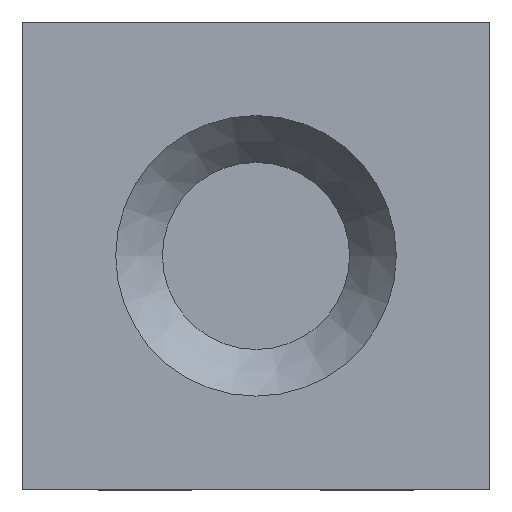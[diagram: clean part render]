
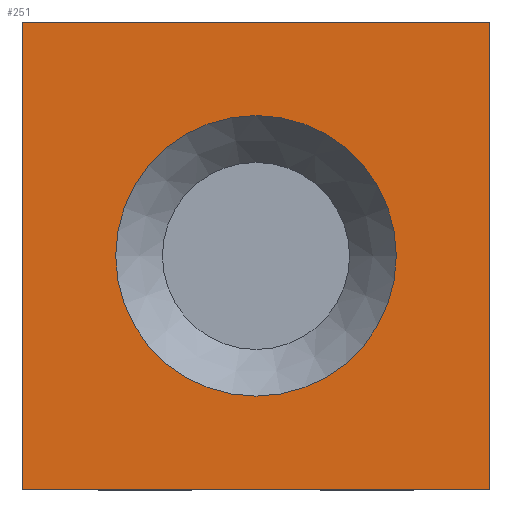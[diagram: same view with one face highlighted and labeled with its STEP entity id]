
A CAD part, top view. The second image highlights one B-rep face of the part: STEP entity #251.
In plain terms, the highlighted planar face has unit normal (0, 0, 1).
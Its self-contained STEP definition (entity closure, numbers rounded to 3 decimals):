
#62 = VERTEX_POINT('',#63);
#63 = CARTESIAN_POINT('',(0.,0.,0.78));
#70 = PLANE('',#71);
#71 = AXIS2_PLACEMENT_3D('',#72,#73,#74);
#72 = CARTESIAN_POINT('',(0.,0.,0.));
#73 = DIRECTION('',(1.,0.,0.));
#74 = DIRECTION('',(0.,0.,1.));
#82 = PLANE('',#83);
#83 = AXIS2_PLACEMENT_3D('',#84,#85,#86);
#84 = CARTESIAN_POINT('',(0.,0.,0.));
#85 = DIRECTION('',(0.,1.,0.));
#86 = DIRECTION('',(0.,0.,1.));
#123 = VERTEX_POINT('',#124);
#124 = CARTESIAN_POINT('',(0.,2.,0.78));
#138 = PLANE('',#139);
#139 = AXIS2_PLACEMENT_3D('',#140,#141,#142);
#140 = CARTESIAN_POINT('',(0.,2.,0.));
#141 = DIRECTION('',(0.,1.,0.));
#142 = DIRECTION('',(0.,0.,1.));
#150 = EDGE_CURVE('',#62,#123,#151,.T.);
#151 = SURFACE_CURVE('',#152,(#156,#163),.PCURVE_S1.);
#152 = LINE('',#153,#154);
#153 = CARTESIAN_POINT('',(0.,0.,0.78));
#154 = VECTOR('',#155,1.);
#155 = DIRECTION('',(0.,1.,0.));
#156 = PCURVE('',#70,#157);
#157 = DEFINITIONAL_REPRESENTATION('',(#158),#162);
#158 = LINE('',#159,#160);
#159 = CARTESIAN_POINT('',(0.78,0.));
#160 = VECTOR('',#161,1.);
#161 = DIRECTION('',(0.,-1.));
#162 = ( GEOMETRIC_REPRESENTATION_CONTEXT(2) 
PARAMETRIC_REPRESENTATION_CONTEXT() REPRESENTATION_CONTEXT('2D SPACE',''
  ) );
#163 = PCURVE('',#164,#169);
#164 = PLANE('',#165);
#165 = AXIS2_PLACEMENT_3D('',#166,#167,#168);
#166 = CARTESIAN_POINT('',(0.,0.,0.78));
#167 = DIRECTION('',(0.,0.,1.));
#168 = DIRECTION('',(1.,0.,0.));
#169 = DEFINITIONAL_REPRESENTATION('',(#170),#174);
#170 = LINE('',#171,#172);
#171 = CARTESIAN_POINT('',(0.,0.));
#172 = VECTOR('',#173,1.);
#173 = DIRECTION('',(0.,1.));
#174 = ( GEOMETRIC_REPRESENTATION_CONTEXT(2) 
PARAMETRIC_REPRESENTATION_CONTEXT() REPRESENTATION_CONTEXT('2D SPACE',''
  ) );
#203 = EDGE_CURVE('',#62,#204,#206,.T.);
#204 = VERTEX_POINT('',#205);
#205 = CARTESIAN_POINT('',(2.,0.,0.78));
#206 = SURFACE_CURVE('',#207,(#211,#218),.PCURVE_S1.);
#207 = LINE('',#208,#209);
#208 = CARTESIAN_POINT('',(0.,0.,0.78));
#209 = VECTOR('',#210,1.);
#210 = DIRECTION('',(1.,0.,0.));
#211 = PCURVE('',#82,#212);
#212 = DEFINITIONAL_REPRESENTATION('',(#213),#217);
#213 = LINE('',#214,#215);
#214 = CARTESIAN_POINT('',(0.78,0.));
#215 = VECTOR('',#216,1.);
#216 = DIRECTION('',(0.,1.));
#217 = ( GEOMETRIC_REPRESENTATION_CONTEXT(2) 
PARAMETRIC_REPRESENTATION_CONTEXT() REPRESENTATION_CONTEXT('2D SPACE',''
  ) );
#218 = PCURVE('',#164,#219);
#219 = DEFINITIONAL_REPRESENTATION('',(#220),#224);
#220 = LINE('',#221,#222);
#221 = CARTESIAN_POINT('',(0.,0.));
#222 = VECTOR('',#223,1.);
#223 = DIRECTION('',(1.,0.));
#224 = ( GEOMETRIC_REPRESENTATION_CONTEXT(2) 
PARAMETRIC_REPRESENTATION_CONTEXT() REPRESENTATION_CONTEXT('2D SPACE',''
  ) );
#240 = PLANE('',#241);
#241 = AXIS2_PLACEMENT_3D('',#242,#243,#244);
#242 = CARTESIAN_POINT('',(2.,0.,0.));
#243 = DIRECTION('',(1.,0.,0.));
#244 = DIRECTION('',(0.,0.,1.));
#251 = ADVANCED_FACE('',(#252,#300),#164,.T.);
#252 = FACE_BOUND('',#253,.T.);
#253 = EDGE_LOOP('',(#254,#255,#256,#279));
#254 = ORIENTED_EDGE('',*,*,#150,.F.);
#255 = ORIENTED_EDGE('',*,*,#203,.T.);
#256 = ORIENTED_EDGE('',*,*,#257,.T.);
#257 = EDGE_CURVE('',#204,#258,#260,.T.);
#258 = VERTEX_POINT('',#259);
#259 = CARTESIAN_POINT('',(2.,2.,0.78));
#260 = SURFACE_CURVE('',#261,(#265,#272),.PCURVE_S1.);
#261 = LINE('',#262,#263);
#262 = CARTESIAN_POINT('',(2.,0.,0.78));
#263 = VECTOR('',#264,1.);
#264 = DIRECTION('',(0.,1.,0.));
#265 = PCURVE('',#164,#266);
#266 = DEFINITIONAL_REPRESENTATION('',(#267),#271);
#267 = LINE('',#268,#269);
#268 = CARTESIAN_POINT('',(2.,0.));
#269 = VECTOR('',#270,1.);
#270 = DIRECTION('',(0.,1.));
#271 = ( GEOMETRIC_REPRESENTATION_CONTEXT(2) 
PARAMETRIC_REPRESENTATION_CONTEXT() REPRESENTATION_CONTEXT('2D SPACE',''
  ) );
#272 = PCURVE('',#240,#273);
#273 = DEFINITIONAL_REPRESENTATION('',(#274),#278);
#274 = LINE('',#275,#276);
#275 = CARTESIAN_POINT('',(0.78,0.));
#276 = VECTOR('',#277,1.);
#277 = DIRECTION('',(0.,-1.));
#278 = ( GEOMETRIC_REPRESENTATION_CONTEXT(2) 
PARAMETRIC_REPRESENTATION_CONTEXT() REPRESENTATION_CONTEXT('2D SPACE',''
  ) );
#279 = ORIENTED_EDGE('',*,*,#280,.F.);
#280 = EDGE_CURVE('',#123,#258,#281,.T.);
#281 = SURFACE_CURVE('',#282,(#286,#293),.PCURVE_S1.);
#282 = LINE('',#283,#284);
#283 = CARTESIAN_POINT('',(0.,2.,0.78));
#284 = VECTOR('',#285,1.);
#285 = DIRECTION('',(1.,0.,0.));
#286 = PCURVE('',#164,#287);
#287 = DEFINITIONAL_REPRESENTATION('',(#288),#292);
#288 = LINE('',#289,#290);
#289 = CARTESIAN_POINT('',(0.,2.));
#290 = VECTOR('',#291,1.);
#291 = DIRECTION('',(1.,0.));
#292 = ( GEOMETRIC_REPRESENTATION_CONTEXT(2) 
PARAMETRIC_REPRESENTATION_CONTEXT() REPRESENTATION_CONTEXT('2D SPACE',''
  ) );
#293 = PCURVE('',#138,#294);
#294 = DEFINITIONAL_REPRESENTATION('',(#295),#299);
#295 = LINE('',#296,#297);
#296 = CARTESIAN_POINT('',(0.78,0.));
#297 = VECTOR('',#298,1.);
#298 = DIRECTION('',(0.,1.));
#299 = ( GEOMETRIC_REPRESENTATION_CONTEXT(2) 
PARAMETRIC_REPRESENTATION_CONTEXT() REPRESENTATION_CONTEXT('2D SPACE',''
  ) );
#300 = FACE_BOUND('',#301,.T.);
#301 = EDGE_LOOP('',(#302));
#302 = ORIENTED_EDGE('',*,*,#303,.F.);
#303 = EDGE_CURVE('',#304,#304,#306,.T.);
#304 = VERTEX_POINT('',#305);
#305 = CARTESIAN_POINT('',(1.6,1.,0.78));
#306 = SURFACE_CURVE('',#307,(#312,#319),.PCURVE_S1.);
#307 = CIRCLE('',#308,0.6);
#308 = AXIS2_PLACEMENT_3D('',#309,#310,#311);
#309 = CARTESIAN_POINT('',(1.,1.,0.78));
#310 = DIRECTION('',(0.,0.,1.));
#311 = DIRECTION('',(1.,0.,0.));
#312 = PCURVE('',#164,#313);
#313 = DEFINITIONAL_REPRESENTATION('',(#314),#318);
#314 = CIRCLE('',#315,0.6);
#315 = AXIS2_PLACEMENT_2D('',#316,#317);
#316 = CARTESIAN_POINT('',(1.,1.));
#317 = DIRECTION('',(1.,0.));
#318 = ( GEOMETRIC_REPRESENTATION_CONTEXT(2) 
PARAMETRIC_REPRESENTATION_CONTEXT() REPRESENTATION_CONTEXT('2D SPACE',''
  ) );
#319 = PCURVE('',#320,#325);
#320 = CONICAL_SURFACE('',#321,0.4,0.675);
#321 = AXIS2_PLACEMENT_3D('',#322,#323,#324);
#322 = CARTESIAN_POINT('',(1.,1.,0.53));
#323 = DIRECTION('',(0.,0.,1.));
#324 = DIRECTION('',(1.,0.,0.));
#325 = DEFINITIONAL_REPRESENTATION('',(#326),#330);
#326 = LINE('',#327,#328);
#327 = CARTESIAN_POINT('',(0.,0.25));
#328 = VECTOR('',#329,1.);
#329 = DIRECTION('',(1.,0.));
#330 = ( GEOMETRIC_REPRESENTATION_CONTEXT(2) 
PARAMETRIC_REPRESENTATION_CONTEXT() REPRESENTATION_CONTEXT('2D SPACE',''
  ) );
